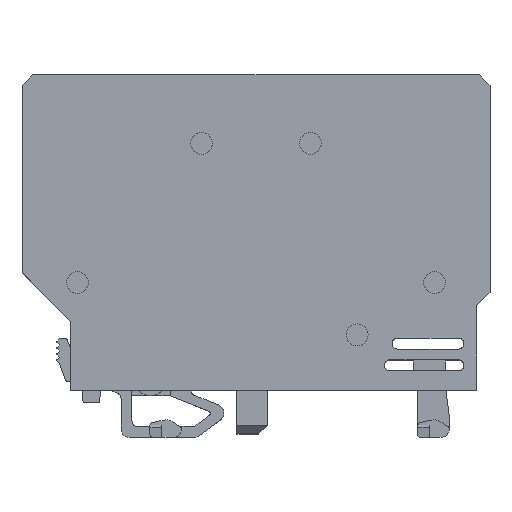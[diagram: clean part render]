
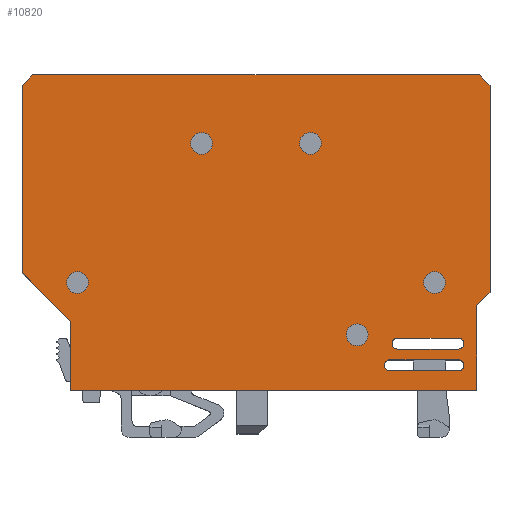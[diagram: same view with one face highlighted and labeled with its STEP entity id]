
A CAD part, top view. The second image highlights one B-rep face of the part: STEP entity #10820.
In plain terms, the highlighted planar face has unit normal (0, 0, 1).
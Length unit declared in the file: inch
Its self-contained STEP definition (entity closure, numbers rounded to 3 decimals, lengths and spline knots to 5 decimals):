
#2411=CARTESIAN_POINT('',(0.23373,0.1437,0.40748));
#2412=VERTEX_POINT('',#2411);
#2413=CARTESIAN_POINT('',(0.19685,0.12992,0.40748));
#2414=DIRECTION('',(0.0,0.0,-1.0));
#2415=DIRECTION('',(1.0,0.0,0.0));
#2416=AXIS2_PLACEMENT_3D('',#2413,#2414,#2415);
#2417=CIRCLE('',#2416,0.03937);
#2418=EDGE_CURVE('',#2412,#2412,#2417,.T.);
#2448=CARTESIAN_POINT('',(0.68255,-0.3878,0.40748));
#2449=VERTEX_POINT('',#2448);
#2450=CARTESIAN_POINT('',(0.64567,-0.37402,0.40748));
#2451=DIRECTION('',(0.0,0.0,-1.0));
#2452=DIRECTION('',(1.0,0.0,0.0));
#2453=AXIS2_PLACEMENT_3D('',#2450,#2451,#2452);
#2454=CIRCLE('',#2453,0.03937);
#2455=EDGE_CURVE('',#2449,#2449,#2454,.T.);
#2485=CARTESIAN_POINT('',(-0.15997,0.1437,0.40748));
#2486=VERTEX_POINT('',#2485);
#2487=CARTESIAN_POINT('',(-0.19685,0.12992,0.40748));
#2488=DIRECTION('',(0.0,0.0,-1.0));
#2489=DIRECTION('',(1.0,0.0,0.0));
#2490=AXIS2_PLACEMENT_3D('',#2487,#2488,#2489);
#2491=CIRCLE('',#2490,0.03937);
#2492=EDGE_CURVE('',#2486,#2486,#2491,.T.);
#2522=CARTESIAN_POINT('',(-0.60879,-0.36024,0.40748));
#2523=VERTEX_POINT('',#2522);
#2524=CARTESIAN_POINT('',(-0.64567,-0.37402,0.40748));
#2525=DIRECTION('',(0.0,0.0,-1.0));
#2526=DIRECTION('',(1.0,0.0,0.0));
#2527=AXIS2_PLACEMENT_3D('',#2524,#2525,#2526);
#2528=CIRCLE('',#2527,0.03937);
#2529=EDGE_CURVE('',#2523,#2523,#2528,.T.);
#2559=CARTESIAN_POINT('',(0.40302,-0.54921,0.40748));
#2560=VERTEX_POINT('',#2559);
#2561=CARTESIAN_POINT('',(0.36614,-0.56299,0.40748));
#2562=DIRECTION('',(0.0,0.0,-1.0));
#2563=DIRECTION('',(1.0,0.0,0.0));
#2564=AXIS2_PLACEMENT_3D('',#2561,#2562,#2563);
#2565=CIRCLE('',#2564,0.03937);
#2566=EDGE_CURVE('',#2560,#2560,#2565,.T.);
#7034=CARTESIAN_POINT('',(0.84646,0.33858,0.40748));
#7035=VERTEX_POINT('',#7034);
#7042=CARTESIAN_POINT('',(0.84646,-0.40945,0.40748));
#7043=VERTEX_POINT('',#7042);
#7044=CARTESIAN_POINT('',(0.84646,-0.40945,0.40748));
#7045=DIRECTION('',(0.0,1.0,0.0));
#7046=VECTOR('',#7045,0.74803);
#7047=LINE('',#7044,#7046);
#7048=EDGE_CURVE('',#7043,#7035,#7047,.T.);
#7332=CARTESIAN_POINT('',(0.73228,-0.65354,0.40748));
#7333=VERTEX_POINT('',#7332);
#7340=CARTESIAN_POINT('',(0.48425,-0.65354,0.40748));
#7341=VERTEX_POINT('',#7340);
#7342=CARTESIAN_POINT('',(0.48425,-0.65354,0.40748));
#7343=DIRECTION('',(1.0,0.0,0.0));
#7344=VECTOR('',#7343,0.24803);
#7345=LINE('',#7342,#7344);
#7346=EDGE_CURVE('',#7341,#7333,#7345,.T.);
#7426=CARTESIAN_POINT('',(0.48425,-0.69291,0.40748));
#7427=VERTEX_POINT('',#7426);
#7434=CARTESIAN_POINT('',(0.73228,-0.69291,0.40748));
#7435=VERTEX_POINT('',#7434);
#7436=CARTESIAN_POINT('',(0.73228,-0.69291,0.40748));
#7437=DIRECTION('',(-1.0,0.0,0.0));
#7438=VECTOR('',#7437,0.24803);
#7439=LINE('',#7436,#7438);
#7440=EDGE_CURVE('',#7435,#7427,#7439,.T.);
#7466=CARTESIAN_POINT('',(0.73228,-0.67323,0.40748));
#7467=DIRECTION('',(0.0,0.0,-1.0));
#7468=DIRECTION('',(-1.0,0.0,0.0));
#7469=AXIS2_PLACEMENT_3D('',#7466,#7467,#7468);
#7470=CIRCLE('',#7469,0.01969);
#7471=EDGE_CURVE('',#7333,#7435,#7470,.T.);
#7484=CARTESIAN_POINT('',(0.48425,-0.67323,0.40748));
#7485=DIRECTION('',(0.0,0.0,-1.0));
#7486=DIRECTION('',(1.0,0.0,0.0));
#7487=AXIS2_PLACEMENT_3D('',#7484,#7485,#7486);
#7488=CIRCLE('',#7487,0.01969);
#7489=EDGE_CURVE('',#7427,#7341,#7488,.T.);
#7501=CARTESIAN_POINT('',(0.73228,-0.5748,0.40748));
#7502=VERTEX_POINT('',#7501);
#7509=CARTESIAN_POINT('',(0.51181,-0.5748,0.40748));
#7510=VERTEX_POINT('',#7509);
#7511=CARTESIAN_POINT('',(0.51181,-0.5748,0.40748));
#7512=DIRECTION('',(1.0,0.0,0.0));
#7513=VECTOR('',#7512,0.22047);
#7514=LINE('',#7511,#7513);
#7515=EDGE_CURVE('',#7510,#7502,#7514,.T.);
#7533=CARTESIAN_POINT('',(0.51181,-0.61417,0.40748));
#7534=VERTEX_POINT('',#7533);
#7535=CARTESIAN_POINT('',(0.51181,-0.59449,0.40748));
#7536=DIRECTION('',(0.0,0.0,-1.0));
#7537=DIRECTION('',(1.0,0.0,0.0));
#7538=AXIS2_PLACEMENT_3D('',#7535,#7536,#7537);
#7539=CIRCLE('',#7538,0.01969);
#7540=EDGE_CURVE('',#7534,#7510,#7539,.T.);
#7557=CARTESIAN_POINT('',(0.73228,-0.61417,0.40748));
#7558=VERTEX_POINT('',#7557);
#7565=CARTESIAN_POINT('',(0.73228,-0.59449,0.40748));
#7566=DIRECTION('',(0.0,0.0,-1.0));
#7567=DIRECTION('',(-1.0,0.0,0.0));
#7568=AXIS2_PLACEMENT_3D('',#7565,#7566,#7567);
#7569=CIRCLE('',#7568,0.01969);
#7570=EDGE_CURVE('',#7502,#7558,#7569,.T.);
#10583=CARTESIAN_POINT('',(-0.84646,0.33858,0.40748));
#10584=VERTEX_POINT('',#10583);
#10591=CARTESIAN_POINT('',(-0.80709,0.37795,0.40748));
#10592=VERTEX_POINT('',#10591);
#10593=CARTESIAN_POINT('',(-0.80709,0.37795,0.40748));
#10594=DIRECTION('',(-0.707,-0.707,0.0));
#10595=VECTOR('',#10594,0.05568);
#10596=LINE('',#10593,#10595);
#10597=EDGE_CURVE('',#10592,#10584,#10596,.T.);
#10615=CARTESIAN_POINT('',(-0.84646,-0.33858,0.40748));
#10616=VERTEX_POINT('',#10615);
#10623=CARTESIAN_POINT('',(-0.84646,0.33858,0.40748));
#10624=DIRECTION('',(0.0,-1.0,0.0));
#10625=VECTOR('',#10624,0.67717);
#10626=LINE('',#10623,#10625);
#10627=EDGE_CURVE('',#10584,#10616,#10626,.T.);
#10647=CARTESIAN_POINT('',(-0.66929,-0.51575,0.40748));
#10648=VERTEX_POINT('',#10647);
#10655=CARTESIAN_POINT('',(-0.84646,-0.33858,0.40748));
#10656=DIRECTION('',(0.707,-0.707,0.0));
#10657=VECTOR('',#10656,0.25055);
#10658=LINE('',#10655,#10657);
#10659=EDGE_CURVE('',#10616,#10648,#10658,.T.);
#10671=CARTESIAN_POINT('',(-0.66929,-0.76378,0.40748));
#10672=VERTEX_POINT('',#10671);
#10679=CARTESIAN_POINT('',(-0.66929,-0.51575,0.40748));
#10680=DIRECTION('',(0.0,-1.0,0.0));
#10681=VECTOR('',#10680,0.24803);
#10682=LINE('',#10679,#10681);
#10683=EDGE_CURVE('',#10648,#10672,#10682,.T.);
#10695=CARTESIAN_POINT('',(0.79921,-0.45669,0.40748));
#10696=VERTEX_POINT('',#10695);
#10703=CARTESIAN_POINT('',(0.79921,-0.76378,0.40748));
#10704=VERTEX_POINT('',#10703);
#10705=CARTESIAN_POINT('',(0.79921,-0.76378,0.40748));
#10706=DIRECTION('',(0.0,1.0,0.0));
#10707=VECTOR('',#10706,0.30709);
#10708=LINE('',#10705,#10707);
#10709=EDGE_CURVE('',#10704,#10696,#10708,.T.);
#10727=CARTESIAN_POINT('',(0.79921,-0.45669,0.40748));
#10728=DIRECTION('',(0.707,0.707,0.0));
#10729=VECTOR('',#10728,0.06681);
#10730=LINE('',#10727,#10729);
#10731=EDGE_CURVE('',#10696,#7043,#10730,.T.);
#10743=CARTESIAN_POINT('',(0.80709,0.37795,0.40748));
#10744=VERTEX_POINT('',#10743);
#10751=CARTESIAN_POINT('',(0.84646,0.33858,0.40748));
#10752=DIRECTION('',(-0.707,0.707,0.0));
#10753=VECTOR('',#10752,0.05568);
#10754=LINE('',#10751,#10753);
#10755=EDGE_CURVE('',#7035,#10744,#10754,.T.);
#10761=CARTESIAN_POINT('',(0.01819,-0.17848,0.40748));
#10762=DIRECTION('',(0.0,0.0,-1.0));
#10763=DIRECTION('',(-1.0,0.0,0.0));
#10764=AXIS2_PLACEMENT_3D('',#10761,#10762,#10763);
#10765=PLANE('',#10764);
#10766=CARTESIAN_POINT('',(0.80709,0.37795,0.40748));
#10767=DIRECTION('',(-1.0,0.0,0.0));
#10768=VECTOR('',#10767,1.61417);
#10769=LINE('',#10766,#10768);
#10770=EDGE_CURVE('',#10744,#10592,#10769,.T.);
#10771=ORIENTED_EDGE('',*,*,#10770,.T.);
#10772=ORIENTED_EDGE('',*,*,#10597,.T.);
#10773=ORIENTED_EDGE('',*,*,#10627,.T.);
#10774=ORIENTED_EDGE('',*,*,#10659,.T.);
#10775=ORIENTED_EDGE('',*,*,#10683,.T.);
#10776=CARTESIAN_POINT('',(-0.66929,-0.76378,0.40748));
#10777=DIRECTION('',(1.0,0.0,0.0));
#10778=VECTOR('',#10777,1.4685);
#10779=LINE('',#10776,#10778);
#10780=EDGE_CURVE('',#10672,#10704,#10779,.T.);
#10781=ORIENTED_EDGE('',*,*,#10780,.T.);
#10782=ORIENTED_EDGE('',*,*,#10709,.T.);
#10783=ORIENTED_EDGE('',*,*,#10731,.T.);
#10784=ORIENTED_EDGE('',*,*,#7048,.T.);
#10785=ORIENTED_EDGE('',*,*,#10755,.T.);
#10786=EDGE_LOOP('',(#10771,#10772,#10773,#10774,#10775,#10781,#10782,#10783,#10784,#10785));
#10787=FACE_OUTER_BOUND('',#10786,.T.);
#10788=ORIENTED_EDGE('',*,*,#7346,.T.);
#10789=ORIENTED_EDGE('',*,*,#7471,.T.);
#10790=ORIENTED_EDGE('',*,*,#7440,.T.);
#10791=ORIENTED_EDGE('',*,*,#7489,.T.);
#10792=EDGE_LOOP('',(#10788,#10789,#10790,#10791));
#10793=FACE_BOUND('',#10792,.T.);
#10794=CARTESIAN_POINT('',(0.73228,-0.61417,0.40748));
#10795=DIRECTION('',(-1.0,0.0,0.0));
#10796=VECTOR('',#10795,0.22047);
#10797=LINE('',#10794,#10796);
#10798=EDGE_CURVE('',#7558,#7534,#10797,.T.);
#10799=ORIENTED_EDGE('',*,*,#10798,.T.);
#10800=ORIENTED_EDGE('',*,*,#7540,.T.);
#10801=ORIENTED_EDGE('',*,*,#7515,.T.);
#10802=ORIENTED_EDGE('',*,*,#7570,.T.);
#10803=EDGE_LOOP('',(#10799,#10800,#10801,#10802));
#10804=FACE_BOUND('',#10803,.T.);
#10805=ORIENTED_EDGE('',*,*,#2566,.T.);
#10806=EDGE_LOOP('',(#10805));
#10807=FACE_BOUND('',#10806,.T.);
#10808=ORIENTED_EDGE('',*,*,#2455,.T.);
#10809=EDGE_LOOP('',(#10808));
#10810=FACE_BOUND('',#10809,.T.);
#10811=ORIENTED_EDGE('',*,*,#2529,.T.);
#10812=EDGE_LOOP('',(#10811));
#10813=FACE_BOUND('',#10812,.T.);
#10814=ORIENTED_EDGE('',*,*,#2418,.T.);
#10815=EDGE_LOOP('',(#10814));
#10816=FACE_BOUND('',#10815,.T.);
#10817=ORIENTED_EDGE('',*,*,#2492,.T.);
#10818=EDGE_LOOP('',(#10817));
#10819=FACE_BOUND('',#10818,.T.);
#10820=ADVANCED_FACE('',(#10787,#10793,#10804,#10807,#10810,#10813,#10816,#10819),#10765,.F.);
